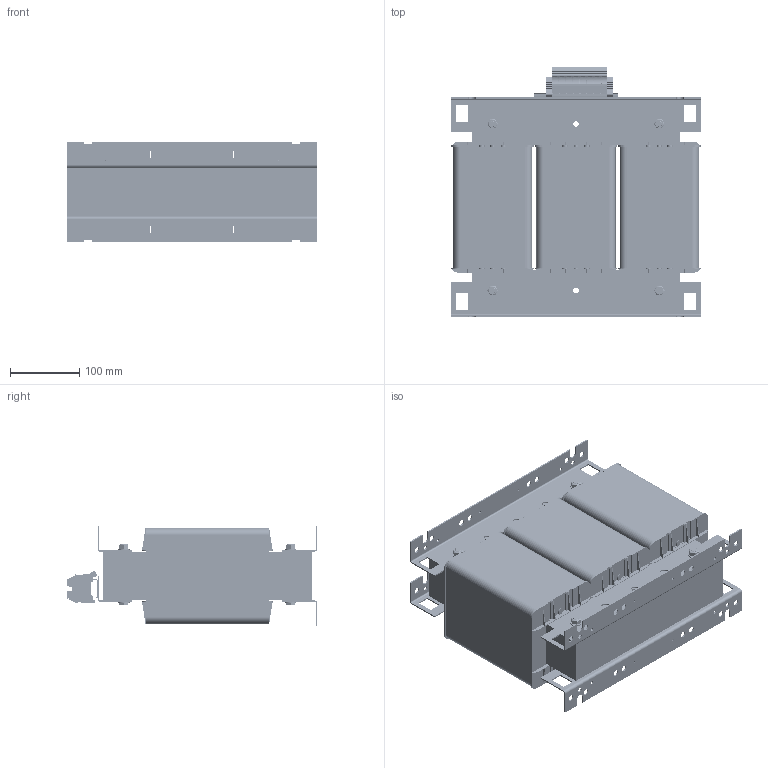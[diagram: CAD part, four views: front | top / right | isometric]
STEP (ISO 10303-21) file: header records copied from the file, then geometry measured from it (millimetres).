
FILE_DESCRIPTION(/* description */ (''),/* implementation_level */ '2;1');
FILE_NAME(/* name */ 'TTX6,3.stp',/* time_stamp */ '2023-06-06T08:10:12+02:00',/* author */ ('sb'),/* organization */ (''),/* preprocessor_version */ 'ST-DEVELOPER v16.13',/* originating_system */ 'Autodesk Inventor 2018',/* authorisation */ '');
FILE_SCHEMA (('AUTOMOTIVE_DESIGN { 1 0 10303 214 3 1 1 }'));
Length unit declared in the file: millimetre
Products named in the file (14): TTX6.3; Núcleo RC60x70; BRI60-3IP0E25; TOR885E; ISO 4032 - M8; DIN 126 - 9; BOBINA+CARRETE-RC60X70; CAR60x70 III EI; BOBINARC60x70; 7xBOR0610+BOR010T+guiaDIN120; AVK 10_Tierra; 495049_KD3_Grey; AVK 10; Guía DIN 120
Assembly tree (37 placements, depth 3):
  TTX6.3
    Núcleo RC60x70
    BRI60-3IP0E25  x4
    TOR885E  x4
    DIN 126 - 9  x8
    ISO 4032 - M8  x4
    BOBINA+CARRETE-RC60X70  x3
      CAR60x70 III EI
      BOBINARC60x70
    7xBOR0610+BOR010T+guiaDIN120
      AVK 10_Tierra
      AVK 10  x7
      495049_KD3_Grey
      Guía DIN 120
Bounding box: 360 x 360.11 x 144 mm (x, y, z)
Volume: 11091895 mm3; surface area: 1517957.4 mm2
Topology: 38 solids, 38 shells, 2746 faces, 7808 edges, 5158 vertices
Faces by surface type: plane 1936, cylinder 786, cone 16, bspline 8
Full cylindrical faces by diameter (mm): 3 x2, 3.5 x8, 4.917 x8, 5.3 x16, 5.8 x2, 6.647 x12, 8 x6, 9 x40, 12 x20, 16 x8
Entity records: 41756 total; most frequent: CARTESIAN_POINT 14645, ORIENTED_EDGE 5542, DIRECTION 5364, EDGE_CURVE 2771, LINE 2154, VECTOR 2154, VERTEX_POINT 1842, AXIS2_PLACEMENT_3D 1605
